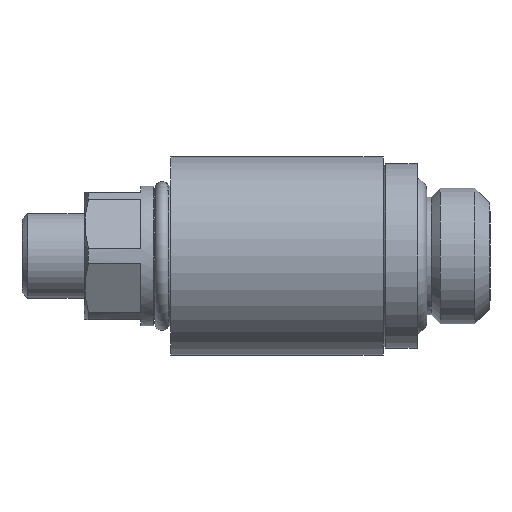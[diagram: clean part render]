
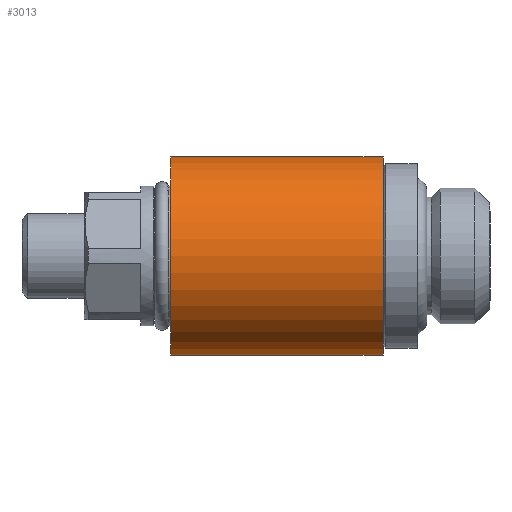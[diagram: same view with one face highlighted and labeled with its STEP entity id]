
A CAD part, left-side view. The second image highlights one B-rep face of the part: STEP entity #3013.
In plain terms, the highlighted cylindrical face has radius 7 mm (diameter 14 mm), a partial arc.
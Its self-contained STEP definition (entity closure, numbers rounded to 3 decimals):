
#55 = VERTEX_POINT ( 'NONE', #800 ) ;
#71 = VERTEX_POINT ( 'NONE', #814 ) ;
#97 = VERTEX_POINT ( 'NONE', #755 ) ;
#143 = VERTEX_POINT ( 'NONE', #779 ) ;
#167 = DIRECTION ( 'NONE',  ( 0., 1., 0. ) ) ;
#246 = CARTESIAN_POINT ( 'NONE',  ( 0., 25.766, -7. ) ) ;
#292 = CARTESIAN_POINT ( 'NONE',  ( 0., 25.766, 7. ) ) ;
#311 = LINE ( 'NONE', #246, #957 ) ;
#494 = DIRECTION ( 'NONE',  ( 0., 1., 0. ) ) ;
#522 = LINE ( 'NONE', #292, #894 ) ;
#755 = CARTESIAN_POINT ( 'NONE',  ( 0., 7.9, -7. ) ) ;
#779 = CARTESIAN_POINT ( 'NONE',  ( 0., 22.9, -7. ) ) ;
#800 = CARTESIAN_POINT ( 'NONE',  ( 0., 7.9, 7. ) ) ;
#814 = CARTESIAN_POINT ( 'NONE',  ( 0., 22.9, 7. ) ) ;
#822 = AXIS2_PLACEMENT_3D ( 'NONE', #2335, #2326, #2345 ) ;
#894 = VECTOR ( 'NONE', #167, 1000. ) ;
#934 = CIRCLE ( 'NONE', #822, 7. ) ;
#957 = VECTOR ( 'NONE', #494, 1000. ) ;
#1123 = AXIS2_PLACEMENT_3D ( 'NONE', #1946, #1942, #1948 ) ;
#1477 = EDGE_CURVE ( 'NONE', #97, #55, #934, .T. ) ;
#1942 = DIRECTION ( 'NONE',  ( 0., 1., 0. ) ) ;
#1945 = FACE_OUTER_BOUND ( 'NONE', #3166, .T. ) ;
#1946 = CARTESIAN_POINT ( 'NONE',  ( 0., 25.766, 0. ) ) ;
#1947 = CYLINDRICAL_SURFACE ( 'NONE', #1123, 7. ) ;
#1948 = DIRECTION ( 'NONE',  ( 0., 0., 1. ) ) ;
#2195 = EDGE_CURVE ( 'NONE', #97, #143, #311, .T. ) ;
#2231 = EDGE_CURVE ( 'NONE', #55, #71, #522, .T. ) ;
#2326 = DIRECTION ( 'NONE',  ( 0., 1., 0. ) ) ;
#2335 = CARTESIAN_POINT ( 'NONE',  ( 0., 7.9, 0. ) ) ;
#2345 = DIRECTION ( 'NONE',  ( 0., 0., -1. ) ) ;
#2589 = CARTESIAN_POINT ( 'NONE',  ( 0., 22.9, 0. ) ) ;
#2590 = DIRECTION ( 'NONE',  ( 0., -1., 0. ) ) ;
#2591 = DIRECTION ( 'NONE',  ( 0., 0., 1. ) ) ;
#2752 = EDGE_CURVE ( 'NONE', #71, #143, #2894, .T. ) ;
#2894 = CIRCLE ( 'NONE', #2927, 7. ) ;
#2927 = AXIS2_PLACEMENT_3D ( 'NONE', #2589, #2590, #2591 ) ;
#3013 = ADVANCED_FACE ( 'NONE', ( #1945 ), #1947, .T. ) ;
#3029 = ORIENTED_EDGE ( 'NONE', *, *, #2231, .T. ) ;
#3090 = ORIENTED_EDGE ( 'NONE', *, *, #2195, .F. ) ;
#3119 = ORIENTED_EDGE ( 'NONE', *, *, #1477, .T. ) ;
#3166 = EDGE_LOOP ( 'NONE', ( #3090, #3119, #3029, #3197 ) ) ;
#3197 = ORIENTED_EDGE ( 'NONE', *, *, #2752, .T. ) ;
